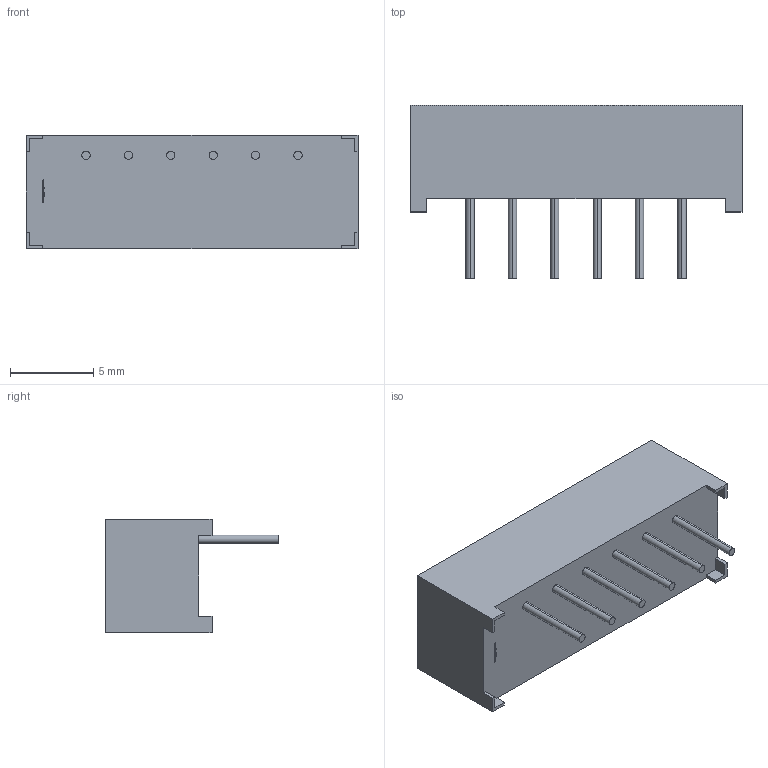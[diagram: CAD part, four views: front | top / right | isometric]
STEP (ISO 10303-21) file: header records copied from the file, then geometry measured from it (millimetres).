
FILE_DESCRIPTION (( 'STEP AP214' ), '1' );
FILE_NAME ('XExx30.STEP', '2015-09-10T17:56:35', ( '' ), ( '' ), 'SwSTEP 2.0', 'SolidWorks 2012', '' );
FILE_SCHEMA (( 'AUTOMOTIVE_DESIGN' ));
Length unit declared in the file: millimetre
Products named in the file (1): XExx30
Bounding box: 19.9 x 10.4 x 6.8 mm (x, y, z)
Volume: 764.6 mm3; surface area: 1163.2 mm2
Topology: 2 solids, 2 shells, 245 faces, 654 edges, 436 vertices
Faces by surface type: plane 165, bspline 68, cylinder 12
Entity records: 12669 total; most frequent: CARTESIAN_POINT 4548, ORIENTED_EDGE 1308, DIRECTION 898, EDGE_CURVE 654, VECTOR 494, LINE 494, VERTEX_POINT 436, EDGE_LOOP 268
